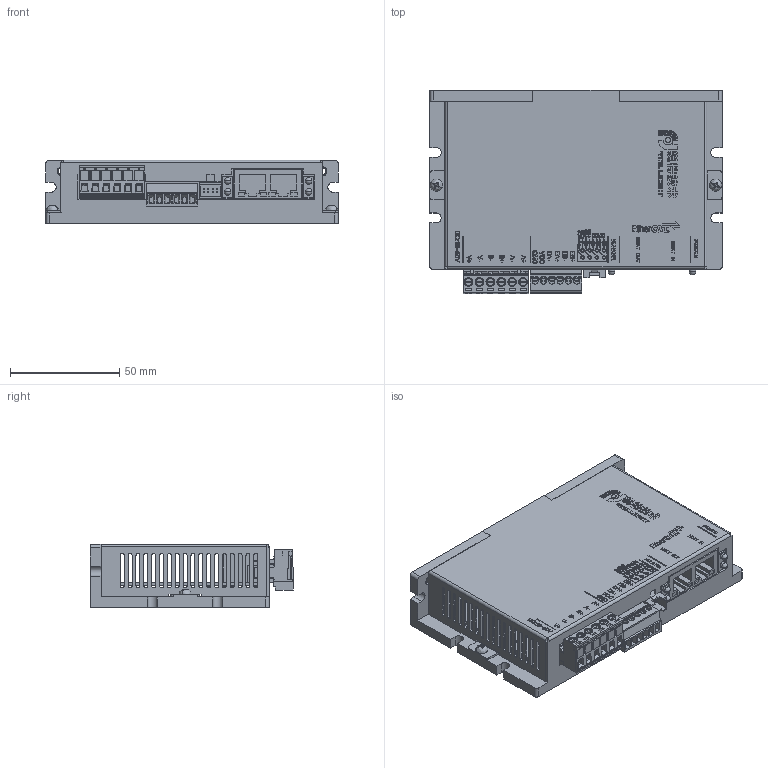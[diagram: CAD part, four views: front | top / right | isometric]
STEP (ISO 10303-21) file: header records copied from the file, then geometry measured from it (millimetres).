
FILE_DESCRIPTION((''),'2;1');
FILE_NAME('ECT_R42-60','2026-01-23T11:31:15',('ruiwe'),(''),'CREO PARAMETRIC BY PTC INC, 2021063','CREO PARAMETRIC BY PTC INC, 2021063','');
FILE_SCHEMA(('CONFIG_CONTROL_DESIGN','SHAPE_APPEARANCE_LAYERS_GROUPS'));
Products named in the file (1): ECT_R42-60
Bounding box: 134 x 93.33 x 29.08 mm (x, y, z)
Volume: 106600.5 mm3; surface area: 94362.7 mm2
Topology: 7 solids, 305 shells, 3836 faces, 14129 edges, 10680 vertices
Faces by surface type: plane 2293, cylinder 1045, bspline 235, torus 110, cone 109, sphere 44
Entity records: 197696 total; most frequent: CARTESIAN_POINT 57837, ORIENTED_EDGE 23638, DIRECTION 20012, EDGE_CURVE 14089, VERTEX_POINT 10718, VECTOR 9000, LINE 9000, PRESENTATION_STYLE_ASSIGNMENT 7004
